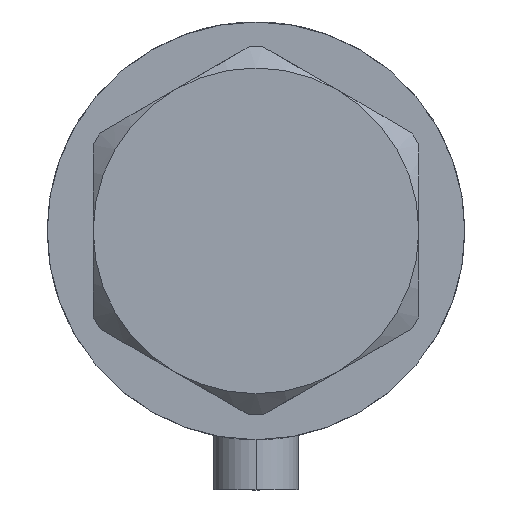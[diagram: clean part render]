
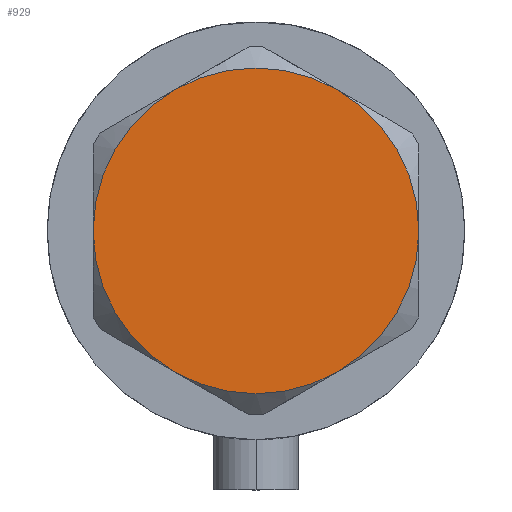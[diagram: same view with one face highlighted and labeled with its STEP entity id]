
A CAD part, left-side view. The second image highlights one B-rep face of the part: STEP entity #929.
In plain terms, the highlighted face is planar.
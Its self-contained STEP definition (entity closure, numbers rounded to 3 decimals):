
#40 = VERTEX_POINT ( 'NONE', #150 ) ;
#64 = AXIS2_PLACEMENT_3D ( 'NONE', #3841, #1935, #162 ) ;
#95 = VERTEX_POINT ( 'NONE', #259 ) ;
#150 = CARTESIAN_POINT ( 'NONE',  ( -11.5, 19.919, 13. ) ) ;
#153 = EDGE_CURVE ( 'NONE', #95, #40, #2454, .T. ) ;
#162 = DIRECTION ( 'NONE',  ( 1., 0., 0. ) ) ;
#177 = ORIENTED_EDGE ( 'NONE', *, *, #277, .T. ) ;
#212 = PLANE ( 'NONE',  #64 ) ;
#238 = CIRCLE ( 'NONE', #537, 23. ) ;
#259 = CARTESIAN_POINT ( 'NONE',  ( 11.5, 19.919, 13. ) ) ;
#277 = EDGE_CURVE ( 'NONE', #3896, #949, #1064, .T. ) ;
#302 = AXIS2_PLACEMENT_3D ( 'NONE', #2843, #2098, #3283 ) ;
#304 = AXIS2_PLACEMENT_3D ( 'NONE', #1189, #2985, #1877 ) ;
#381 = ORIENTED_EDGE ( 'NONE', *, *, #1178, .T. ) ;
#397 = CARTESIAN_POINT ( 'NONE',  ( -23., 0., 13. ) ) ;
#537 = AXIS2_PLACEMENT_3D ( 'NONE', #2130, #3610, #3274 ) ;
#560 = ORIENTED_EDGE ( 'NONE', *, *, #4359, .T. ) ;
#574 = FACE_OUTER_BOUND ( 'NONE', #2666, .T. ) ;
#677 = CIRCLE ( 'NONE', #304, 23. ) ;
#688 = DIRECTION ( 'NONE',  ( 1., 0., 0. ) ) ;
#929 = ADVANCED_FACE ( 'NONE', ( #574 ), #212, .T. ) ;
#949 = VERTEX_POINT ( 'NONE', #3102 ) ;
#1064 = CIRCLE ( 'NONE', #302, 23. ) ;
#1178 = EDGE_CURVE ( 'NONE', #3822, #3896, #677, .T. ) ;
#1180 = ORIENTED_EDGE ( 'NONE', *, *, #1821, .T. ) ;
#1189 = CARTESIAN_POINT ( 'NONE',  ( 0., 0., 13. ) ) ;
#1191 = DIRECTION ( 'NONE',  ( 0., 0., 1. ) ) ;
#1217 = AXIS2_PLACEMENT_3D ( 'NONE', #2915, #2550, #4533 ) ;
#1418 = ORIENTED_EDGE ( 'NONE', *, *, #2863, .T. ) ;
#1502 = DIRECTION ( 'NONE',  ( 1., 0., 0. ) ) ;
#1788 = CARTESIAN_POINT ( 'NONE',  ( -11.5, -19.919, 13. ) ) ;
#1796 = CARTESIAN_POINT ( 'NONE',  ( 0., 0., 13. ) ) ;
#1821 = EDGE_CURVE ( 'NONE', #40, #4051, #238, .T. ) ;
#1877 = DIRECTION ( 'NONE',  ( 1., 0., 0. ) ) ;
#1900 = CARTESIAN_POINT ( 'NONE',  ( 11.5, -19.919, 13. ) ) ;
#1935 = DIRECTION ( 'NONE',  ( 0., 0., 1. ) ) ;
#2098 = DIRECTION ( 'NONE',  ( 0., 0., 1. ) ) ;
#2130 = CARTESIAN_POINT ( 'NONE',  ( 0., 0., 13. ) ) ;
#2454 = CIRCLE ( 'NONE', #1217, 23. ) ;
#2550 = DIRECTION ( 'NONE',  ( 0., 0., 1. ) ) ;
#2666 = EDGE_LOOP ( 'NONE', ( #177, #1418, #3170, #1180, #560, #381 ) ) ;
#2843 = CARTESIAN_POINT ( 'NONE',  ( 0., 0., 13. ) ) ;
#2863 = EDGE_CURVE ( 'NONE', #949, #95, #3690, .T. ) ;
#2915 = CARTESIAN_POINT ( 'NONE',  ( 0., 0., 13. ) ) ;
#2985 = DIRECTION ( 'NONE',  ( 0., 0., 1. ) ) ;
#3102 = CARTESIAN_POINT ( 'NONE',  ( 23., 0., 13. ) ) ;
#3170 = ORIENTED_EDGE ( 'NONE', *, *, #153, .T. ) ;
#3274 = DIRECTION ( 'NONE',  ( 1., 0., 0. ) ) ;
#3283 = DIRECTION ( 'NONE',  ( 1., 0., 0. ) ) ;
#3403 = CIRCLE ( 'NONE', #4019, 23. ) ;
#3610 = DIRECTION ( 'NONE',  ( 0., 0., 1. ) ) ;
#3690 = CIRCLE ( 'NONE', #4485, 23. ) ;
#3822 = VERTEX_POINT ( 'NONE', #1788 ) ;
#3841 = CARTESIAN_POINT ( 'NONE',  ( 0., 0., 13. ) ) ;
#3896 = VERTEX_POINT ( 'NONE', #1900 ) ;
#3973 = DIRECTION ( 'NONE',  ( 0., 0., 1. ) ) ;
#4019 = AXIS2_PLACEMENT_3D ( 'NONE', #1796, #3973, #688 ) ;
#4051 = VERTEX_POINT ( 'NONE', #397 ) ;
#4359 = EDGE_CURVE ( 'NONE', #4051, #3822, #3403, .T. ) ;
#4482 = CARTESIAN_POINT ( 'NONE',  ( 0., 0., 13. ) ) ;
#4485 = AXIS2_PLACEMENT_3D ( 'NONE', #4482, #1191, #1502 ) ;
#4533 = DIRECTION ( 'NONE',  ( 1., 0., 0. ) ) ;
